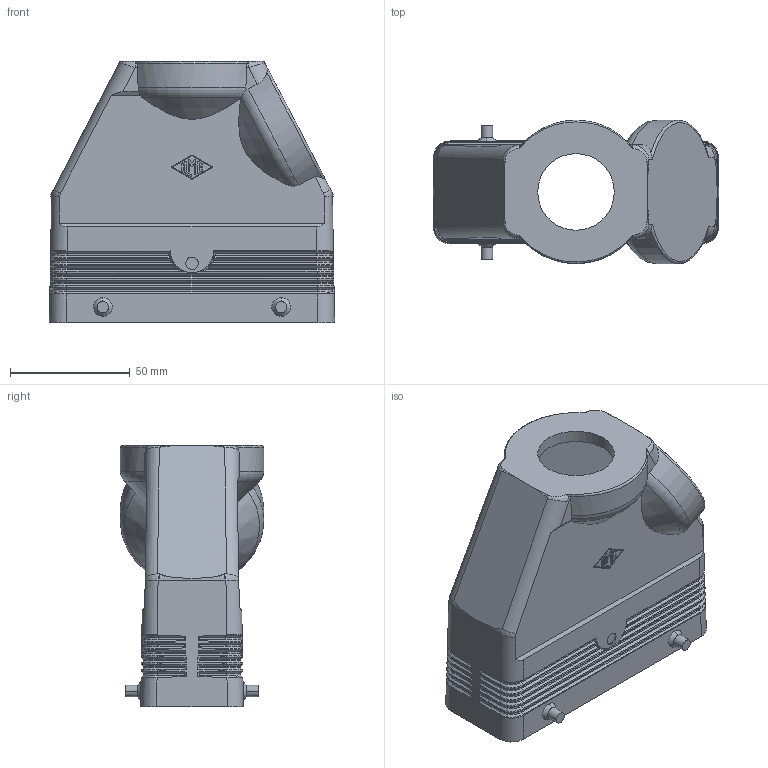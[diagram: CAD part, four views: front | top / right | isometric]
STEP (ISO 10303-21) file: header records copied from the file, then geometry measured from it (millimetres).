
FILE_DESCRIPTION(('Creo Elements/Direct Modeling STEP Export'),'2;1');
FILE_NAME('37jbk2e5cnln94k3532','2021-09-15T11:29:09',(''),(''),'Creo Elements/Direct Modeling STEP processor for AP214 (Solid Model)','Creo Elements/Direct Modeling 20.1B 02-Apr-2019 (C) Parametric Technology GmbH','');
FILE_SCHEMA(('AUTOMOTIVE_DESIGN { 1 0 10303 214 1 1 1 1 }'));
Length unit declared in the file: millimetre
Products named in the file (2): MIV_24.32
Assembly tree (1 placements, depth 2):
  MIV_24.32
    MIV_24.32
Bounding box: 119.23 x 60 x 109.2 mm (x, y, z)
Volume: 116566.2 mm3; surface area: 67287.3 mm2
Topology: 1 solids, 1 shells, 574 faces, 1607 edges, 1052 vertices
Faces by surface type: plane 234, cylinder 171, cone 66, revolution 52, bspline 26, extrusion 19, torus 6
Entity records: 34876 total; most frequent: CARTESIAN_POINT 16951, ORIENTED_EDGE 3214, DIRECTION 2164, EDGE_CURVE 1607, VERTEX_POINT 1052, AXIS2_PLACEMENT_3D 718, VECTOR 676, LINE 657
